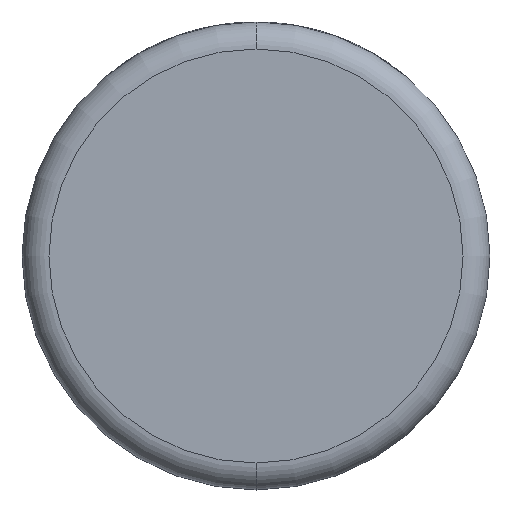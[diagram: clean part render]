
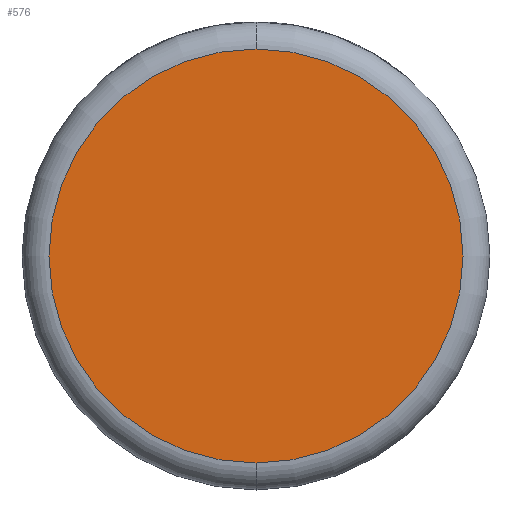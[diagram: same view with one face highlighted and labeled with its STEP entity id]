
A CAD part, front view. The second image highlights one B-rep face of the part: STEP entity #576.
In plain terms, the highlighted planar face has unit normal (0, -1, 0).
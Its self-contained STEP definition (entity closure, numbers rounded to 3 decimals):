
#138 = PLANE ( 'NONE',  #1326 ) ;
#300 = VERTEX_POINT ( 'NONE', #2894 ) ;
#331 = EDGE_LOOP ( 'NONE', ( #4279, #1658 ) ) ;
#576 = ADVANCED_FACE ( 'NONE', ( #3686 ), #138, .F. ) ;
#812 = DIRECTION ( 'NONE',  ( 0., -1., 0. ) ) ;
#1185 = CARTESIAN_POINT ( 'NONE',  ( 0., 0., 0. ) ) ;
#1326 = AXIS2_PLACEMENT_3D ( 'NONE', #4233, #4597, #3543 ) ;
#1658 = ORIENTED_EDGE ( 'NONE', *, *, #4023, .T. ) ;
#1795 = DIRECTION ( 'NONE',  ( 0., 0., 1. ) ) ;
#1815 = AXIS2_PLACEMENT_3D ( 'NONE', #2931, #4733, #1795 ) ;
#2430 = AXIS2_PLACEMENT_3D ( 'NONE', #1185, #812, #3448 ) ;
#2894 = CARTESIAN_POINT ( 'NONE',  ( 0., 0., 13.714 ) ) ;
#2931 = CARTESIAN_POINT ( 'NONE',  ( 0., 0., 0. ) ) ;
#3448 = DIRECTION ( 'NONE',  ( 0., 0., 1. ) ) ;
#3543 = DIRECTION ( 'NONE',  ( 0., 0., 1. ) ) ;
#3686 = FACE_OUTER_BOUND ( 'NONE', #331, .T. ) ;
#3964 = CIRCLE ( 'NONE', #2430, 13.714 ) ;
#4023 = EDGE_CURVE ( 'NONE', #4287, #300, #3964, .T. ) ;
#4073 = CIRCLE ( 'NONE', #1815, 13.714 ) ;
#4233 = CARTESIAN_POINT ( 'NONE',  ( 0., 0., 0. ) ) ;
#4245 = EDGE_CURVE ( 'NONE', #300, #4287, #4073, .T. ) ;
#4279 = ORIENTED_EDGE ( 'NONE', *, *, #4245, .T. ) ;
#4287 = VERTEX_POINT ( 'NONE', #4396 ) ;
#4396 = CARTESIAN_POINT ( 'NONE',  ( 0., 0., -13.714 ) ) ;
#4597 = DIRECTION ( 'NONE',  ( 0., 1., 0. ) ) ;
#4733 = DIRECTION ( 'NONE',  ( 0., -1., 0. ) ) ;
